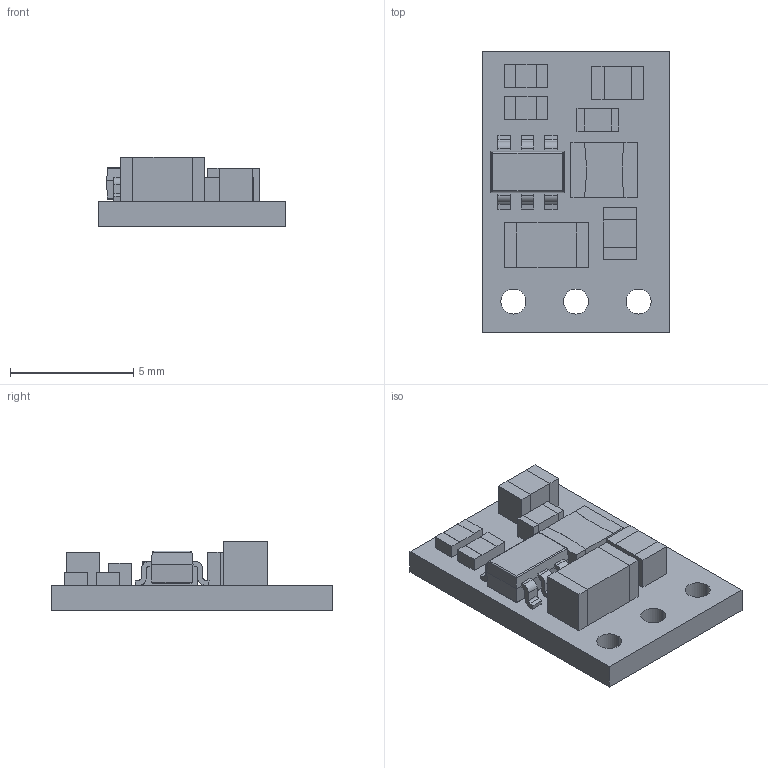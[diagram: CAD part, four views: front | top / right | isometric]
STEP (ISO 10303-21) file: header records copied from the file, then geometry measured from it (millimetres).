
FILE_DESCRIPTION (( 'STEP AP214' ), '1' );
FILE_NAME ('d45v5fx-step-down-voltage-regulators.step', '2025-02-28T22:29:36', ( '' ), ( '' ), 'SwSTEP 2.0', 'SolidWorks 2025', '' );
FILE_SCHEMA (( 'AUTOMOTIVE_DESIGN' ));
Length unit declared in the file: millimetre
Products named in the file (1): d45v5fx-step-down-voltage-regulators
Bounding box: 7.62 x 11.43 x 2.82 mm (x, y, z)
Volume: 120.9 mm3; surface area: 307.1 mm2
Topology: 1 solids, 1 shells, 600 faces, 1630 edges, 1076 vertices
Faces by surface type: plane 361, bspline 198, cylinder 41
Entity records: 32382 total; most frequent: CARTESIAN_POINT 12089, ORIENTED_EDGE 3260, DIRECTION 2074, EDGE_CURVE 1630, LINE 1136, VECTOR 1136, VERTEX_POINT 1076, EDGE_LOOP 660
